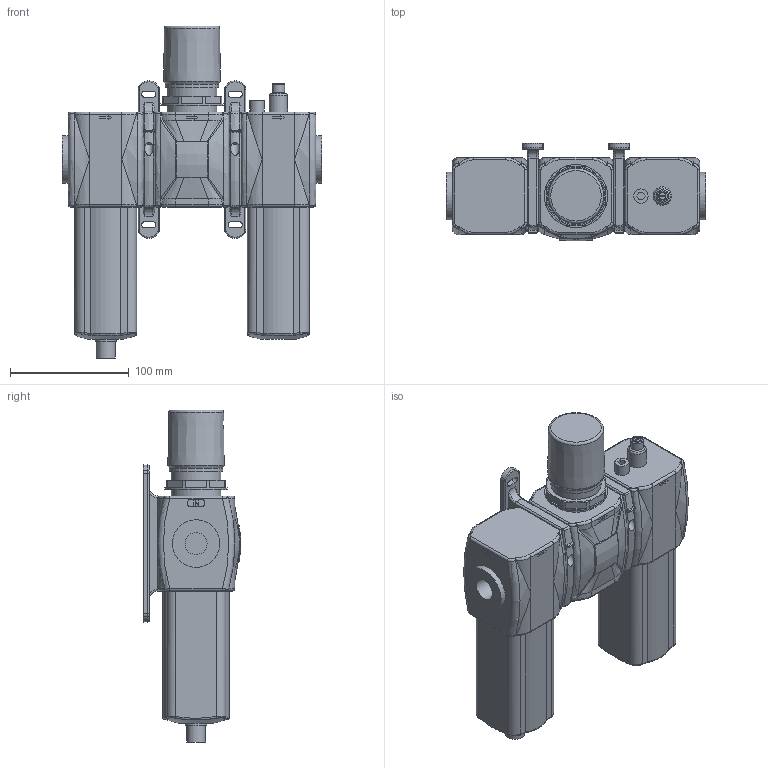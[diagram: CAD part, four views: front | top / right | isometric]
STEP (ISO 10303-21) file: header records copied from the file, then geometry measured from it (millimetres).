
FILE_DESCRIPTION(/* description */ ('Unknown'),/* implementation_level */ '2;1');
FILE_NAME(/* name */ 'GN173BK@',/* time_stamp */ '2018-10-16T09:00:50-04:00',/* author */ ('Unknown'),/* organization */ ('Unknown'),/* preprocessor_version */ 'ST-DEVELOPER v16.7',/* originating_system */ 'DEX',/* authorisation */ $);
FILE_SCHEMA (('AUTOMOTIVE_DESIGN {1 0 10303 214 3 1 1}'));
Length unit declared in the file: millimetre
Products named in the file (5): GN173BK; #173BF#; T173Y; #173BRM##; #173BL#
Assembly tree (5 placements, depth 2):
  GN173BK
    #173BF#
    T173Y  x2
    #173BRM##
    #173BL#
Bounding box: 218.4 x 82.16 x 279.65 mm (x, y, z)
Volume: 1787512.8 mm3; surface area: 181926.5 mm2
Topology: 6 solids, 6 shells, 718 faces, 1748 edges, 1107 vertices
Faces by surface type: plane 306, cylinder 198, bspline 133, torus 64, cone 15, sphere 2
Full cylindrical faces by diameter (mm): 4.5 x1, 5.6 x1, 6 x1, 7.3 x2, 10.5 x1, 12 x2, 15.5 x1, 16 x1, 18 x1, 18.631 x6, 23.8 x3, 28.8 x3, 40 x8, 42 x2, 43 x1, 45 x1, 53 x1
Entity records: 25997 total; most frequent: CARTESIAN_POINT 7609, ORIENTED_EDGE 3072, DIRECTION 2542, EDGE_CURVE 1536, VERTEX_POINT 1002, AXIS2_PLACEMENT_3D 876, LINE 790, VECTOR 790
